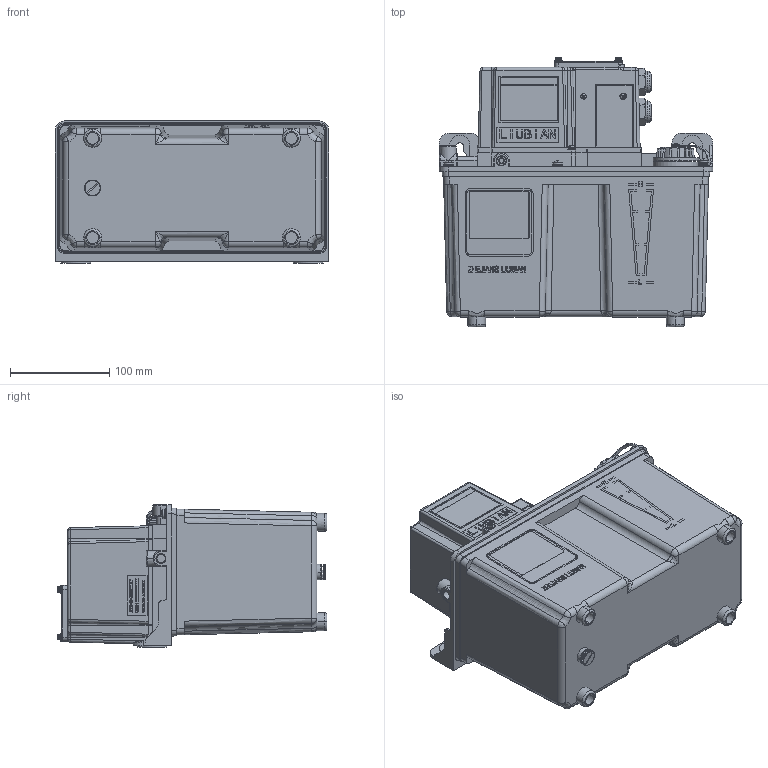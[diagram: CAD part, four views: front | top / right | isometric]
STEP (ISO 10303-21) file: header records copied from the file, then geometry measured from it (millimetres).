
FILE_DESCRIPTION (( 'STEP AP214' ), '1' );
FILE_NAME ('AMO-II-150S.03IIP（三维）.STEP', '2025-07-12T00:15:50', ( 'User' ), ( 'Microsoft' ), 'SwSTEP 2.0', 'SolidWorks 2018', '' );
FILE_SCHEMA (( 'AUTOMOTIVE_DESIGN' ));
Length unit declared in the file: millimetre
Products named in the file (1): AMO-II-150S.03IIP（三维）
Bounding box: 275 x 271.49 x 143 mm (x, y, z)
Surface area: 326037.3 mm2 (no closed solid volume)
Topology: 0 solids, 128 shells, 1225 faces, 5881 edges, 4685 vertices
Faces by surface type: plane 646, cylinder 296, cone 102, bspline 78, torus 60, sphere 43
Entity records: 81288 total; most frequent: CARTESIAN_POINT 23448, DIRECTION 8553, ORIENTED_EDGE 8128, EDGE_CURVE 5871, VERTEX_POINT 4685, LINE 3305, VECTOR 3305, AXIS2_PLACEMENT_3D 2624
